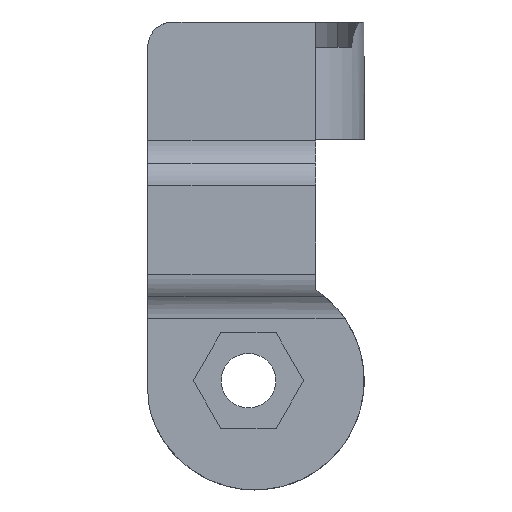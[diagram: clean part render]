
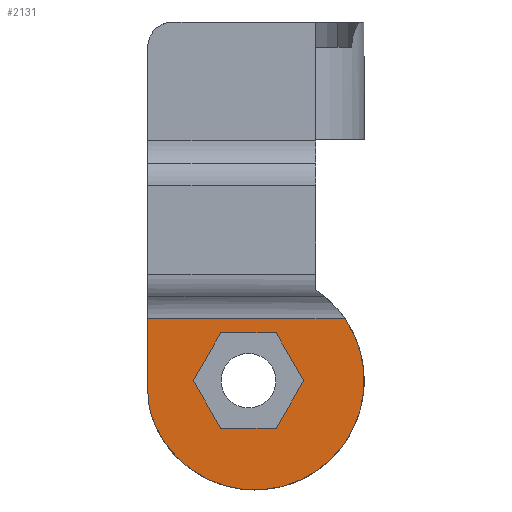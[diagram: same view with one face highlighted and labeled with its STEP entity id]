
A CAD part, left-side view. The second image highlights one B-rep face of the part: STEP entity #2131.
In plain terms, the highlighted planar face has unit normal (-1, 0, 0).
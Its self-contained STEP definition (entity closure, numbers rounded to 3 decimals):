
#3 = AXIS2_PLACEMENT_3D ( 'NONE', #644, #2895, #2910 ) ;
#215 = VERTEX_POINT ( 'NONE', #2855 ) ;
#227 = CARTESIAN_POINT ( 'NONE',  ( -2., 2.355, -19.225 ) ) ;
#250 = LINE ( 'NONE', #3192, #2172 ) ;
#285 = EDGE_CURVE ( 'NONE', #636, #1304, #1845, .T. ) ;
#329 = ORIENTED_EDGE ( 'NONE', *, *, #438, .T. ) ;
#397 = DIRECTION ( 'NONE',  ( 0., -0.5, -0.866 ) ) ;
#410 = ORIENTED_EDGE ( 'NONE', *, *, #3043, .T. ) ;
#438 = EDGE_CURVE ( 'NONE', #573, #3097, #250, .T. ) ;
#469 = LINE ( 'NONE', #1364, #1719 ) ;
#480 = EDGE_CURVE ( 'NONE', #2651, #2334, #2645, .T. ) ;
#504 = CARTESIAN_POINT ( 'NONE',  ( -2., 5.645, -13.525 ) ) ;
#516 = CARTESIAN_POINT ( 'NONE',  ( -2., 5.645, -19.225 ) ) ;
#544 = CARTESIAN_POINT ( 'NONE',  ( -2., 2.355, -13.525 ) ) ;
#558 = DIRECTION ( 'NONE',  ( 0., 0.5, -0.866 ) ) ;
#573 = VERTEX_POINT ( 'NONE', #227 ) ;
#628 = LINE ( 'NONE', #2272, #1393 ) ;
#636 = VERTEX_POINT ( 'NONE', #544 ) ;
#644 = CARTESIAN_POINT ( 'NONE',  ( -2., 0., 0. ) ) ;
#698 = LINE ( 'NONE', #2014, #785 ) ;
#785 = VECTOR ( 'NONE', #955, 1000. ) ;
#802 = DIRECTION ( 'NONE',  ( -1., 0., 0. ) ) ;
#805 = ORIENTED_EDGE ( 'NONE', *, *, #1799, .T. ) ;
#822 = DIRECTION ( 'NONE',  ( 1., 0., 0. ) ) ;
#883 = LINE ( 'NONE', #2318, #1585 ) ;
#915 = PLANE ( 'NONE',  #3 ) ;
#955 = DIRECTION ( 'NONE',  ( 0., -0.5, 0.866 ) ) ;
#978 = ORIENTED_EDGE ( 'NONE', *, *, #1180, .T. ) ;
#1005 = DIRECTION ( 'NONE',  ( 0., 0., 1. ) ) ;
#1015 = ORIENTED_EDGE ( 'NONE', *, *, #2092, .T. ) ;
#1063 = EDGE_CURVE ( 'NONE', #1489, #2043, #698, .T. ) ;
#1108 = CARTESIAN_POINT ( 'NONE',  ( -2., 10., -12.686 ) ) ;
#1150 = CIRCLE ( 'NONE', #1895, 5. ) ;
#1178 = CARTESIAN_POINT ( 'NONE',  ( -2., 10., 5. ) ) ;
#1180 = EDGE_CURVE ( 'NONE', #3097, #1489, #628, .T. ) ;
#1304 = VERTEX_POINT ( 'NONE', #1507 ) ;
#1339 = VECTOR ( 'NONE', #1540, 1000. ) ;
#1364 = CARTESIAN_POINT ( 'NONE',  ( -2., 0., -13.525 ) ) ;
#1393 = VECTOR ( 'NONE', #2026, 1000. ) ;
#1403 = VECTOR ( 'NONE', #397, 1000. ) ;
#1444 = EDGE_LOOP ( 'NONE', ( #2457, #2536, #1015, #410 ) ) ;
#1489 = VERTEX_POINT ( 'NONE', #2633 ) ;
#1507 = CARTESIAN_POINT ( 'NONE',  ( -2., 0.709, -16.375 ) ) ;
#1540 = DIRECTION ( 'NONE',  ( 0., 1., 0. ) ) ;
#1562 = FACE_BOUND ( 'NONE', #2720, .T. ) ;
#1574 = ORIENTED_EDGE ( 'NONE', *, *, #285, .T. ) ;
#1585 = VECTOR ( 'NONE', #558, 1000. ) ;
#1701 = DIRECTION ( 'NONE',  ( 0., 0., -1. ) ) ;
#1719 = VECTOR ( 'NONE', #2366, 1000. ) ;
#1799 = EDGE_CURVE ( 'NONE', #1304, #573, #883, .T. ) ;
#1842 = VECTOR ( 'NONE', #1701, 1000. ) ;
#1845 = LINE ( 'NONE', #2647, #1403 ) ;
#1895 = AXIS2_PLACEMENT_3D ( 'NONE', #3028, #822, #2080 ) ;
#1946 = DIRECTION ( 'NONE',  ( 0., 1., 0. ) ) ;
#2014 = CARTESIAN_POINT ( 'NONE',  ( -2., 7.291, -16.375 ) ) ;
#2026 = DIRECTION ( 'NONE',  ( 0., 0.5, 0.866 ) ) ;
#2043 = VERTEX_POINT ( 'NONE', #504 ) ;
#2080 = DIRECTION ( 'NONE',  ( 0., 0., 1. ) ) ;
#2092 = EDGE_CURVE ( 'NONE', #3218, #215, #2362, .T. ) ;
#2131 = ADVANCED_FACE ( 'NONE', ( #1562, #3170 ), #915, .T. ) ;
#2172 = VECTOR ( 'NONE', #1946, 1000. ) ;
#2183 = ORIENTED_EDGE ( 'NONE', *, *, #2616, .T. ) ;
#2263 = LINE ( 'NONE', #2312, #1339 ) ;
#2272 = CARTESIAN_POINT ( 'NONE',  ( -2., 5.645, -19.225 ) ) ;
#2312 = CARTESIAN_POINT ( 'NONE',  ( -2., 0., -12.686 ) ) ;
#2318 = CARTESIAN_POINT ( 'NONE',  ( -2., 0.709, -16.375 ) ) ;
#2334 = VERTEX_POINT ( 'NONE', #2958 ) ;
#2362 = CIRCLE ( 'NONE', #2959, 6.517 ) ;
#2366 = DIRECTION ( 'NONE',  ( 0., -1., 0. ) ) ;
#2457 = ORIENTED_EDGE ( 'NONE', *, *, #480, .T. ) ;
#2536 = ORIENTED_EDGE ( 'NONE', *, *, #3199, .F. ) ;
#2550 = CARTESIAN_POINT ( 'NONE',  ( -2., 3.617, -16.375 ) ) ;
#2574 = CARTESIAN_POINT ( 'NONE',  ( -2., 9.556, -19.06 ) ) ;
#2616 = EDGE_CURVE ( 'NONE', #2043, #636, #469, .T. ) ;
#2633 = CARTESIAN_POINT ( 'NONE',  ( -2., 7.291, -16.375 ) ) ;
#2645 = LINE ( 'NONE', #1178, #1842 ) ;
#2647 = CARTESIAN_POINT ( 'NONE',  ( -2., 2.355, -13.525 ) ) ;
#2651 = VERTEX_POINT ( 'NONE', #1108 ) ;
#2720 = EDGE_LOOP ( 'NONE', ( #805, #329, #978, #2824, #2183, #1574 ) ) ;
#2824 = ORIENTED_EDGE ( 'NONE', *, *, #1063, .T. ) ;
#2855 = CARTESIAN_POINT ( 'NONE',  ( -2., -1.755, -12.686 ) ) ;
#2895 = DIRECTION ( 'NONE',  ( -1., 0., 0. ) ) ;
#2910 = DIRECTION ( 'NONE',  ( 0., 0., 1. ) ) ;
#2958 = CARTESIAN_POINT ( 'NONE',  ( -2., 10., -17. ) ) ;
#2959 = AXIS2_PLACEMENT_3D ( 'NONE', #2550, #802, #1005 ) ;
#3028 = CARTESIAN_POINT ( 'NONE',  ( -2., 5., -17. ) ) ;
#3043 = EDGE_CURVE ( 'NONE', #215, #2651, #2263, .T. ) ;
#3097 = VERTEX_POINT ( 'NONE', #516 ) ;
#3170 = FACE_OUTER_BOUND ( 'NONE', #1444, .T. ) ;
#3192 = CARTESIAN_POINT ( 'NONE',  ( -2., 0., -19.225 ) ) ;
#3199 = EDGE_CURVE ( 'NONE', #3218, #2334, #1150, .T. ) ;
#3218 = VERTEX_POINT ( 'NONE', #2574 ) ;
